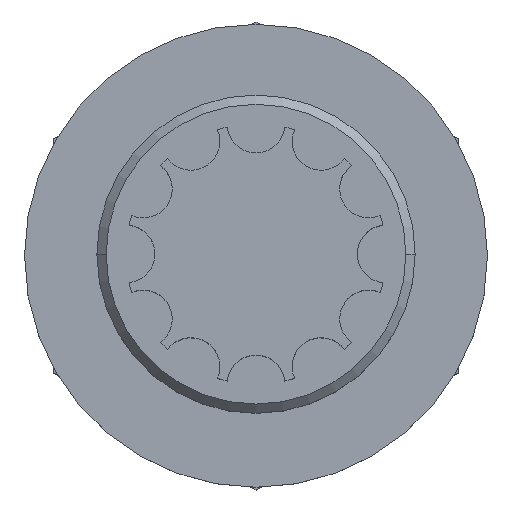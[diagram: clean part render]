
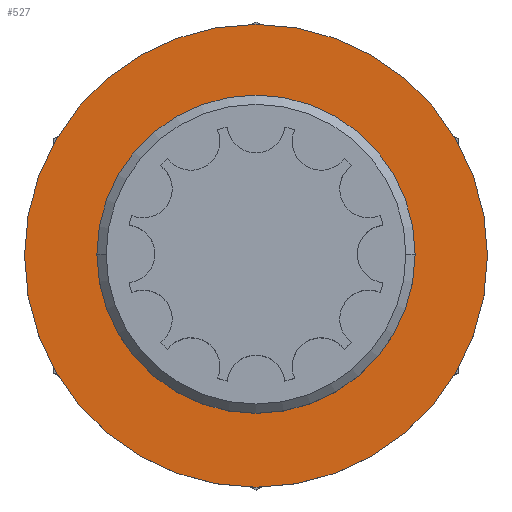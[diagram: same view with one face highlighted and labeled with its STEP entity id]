
A CAD part, top view. The second image highlights one B-rep face of the part: STEP entity #527.
In plain terms, the highlighted planar face has unit normal (0, 0, 1).
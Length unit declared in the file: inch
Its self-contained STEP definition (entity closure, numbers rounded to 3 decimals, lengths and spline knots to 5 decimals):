
#44 = PLANE ( 'NONE',  #1566 ) ;
#46 = CARTESIAN_POINT ( 'NONE',  ( 0., 0., -0.89925 ) ) ;
#49 = DIRECTION ( 'NONE',  ( 1., 0., 0. ) ) ;
#50 = DIRECTION ( 'NONE',  ( 0., 0., 1. ) ) ;
#198 = CARTESIAN_POINT ( 'NONE',  ( 0., 0., -0.89925 ) ) ;
#200 = DIRECTION ( 'NONE',  ( 0., 0., 1. ) ) ;
#201 = DIRECTION ( 'NONE',  ( 1., 0., 0. ) ) ;
#247 = CARTESIAN_POINT ( 'NONE',  ( 0.13, 0., -0.89925 ) ) ;
#283 = CARTESIAN_POINT ( 'NONE',  ( 0.25, 0., -0.89925 ) ) ;
#294 = CARTESIAN_POINT ( 'NONE',  ( -0.25, 0., -0.89925 ) ) ;
#461 = DIRECTION ( 'NONE',  ( 1., 0., 0. ) ) ;
#462 = DIRECTION ( 'NONE',  ( 0., 0., 1. ) ) ;
#464 = CARTESIAN_POINT ( 'NONE',  ( 0., 0., -0.89925 ) ) ;
#527 = ADVANCED_FACE ( 'NONE', ( #1961, #2006 ), #44, .T. ) ;
#575 = CIRCLE ( 'NONE', #1328, 0.25 ) ;
#845 = VERTEX_POINT ( 'NONE', #247 ) ;
#903 = VERTEX_POINT ( 'NONE', #294 ) ;
#926 = VERTEX_POINT ( 'NONE', #283 ) ;
#932 = VERTEX_POINT ( 'NONE', #1139 ) ;
#1066 = DIRECTION ( 'NONE',  ( 0., 0., 1. ) ) ;
#1103 = CARTESIAN_POINT ( 'NONE',  ( 0., 0., -0.89925 ) ) ;
#1106 = DIRECTION ( 'NONE',  ( 1., 0., 0. ) ) ;
#1139 = CARTESIAN_POINT ( 'NONE',  ( -0.13, 0., -0.89925 ) ) ;
#1165 = DIRECTION ( 'NONE',  ( 1., 0., 0. ) ) ;
#1168 = DIRECTION ( 'NONE',  ( 0., 0., 1. ) ) ;
#1169 = CARTESIAN_POINT ( 'NONE',  ( 0., 0., -0.89925 ) ) ;
#1176 = CIRCLE ( 'NONE', #1235, 0.13 ) ;
#1195 = EDGE_LOOP ( 'NONE', ( #1774, #1804 ) ) ;
#1222 = CIRCLE ( 'NONE', #1365, 0.25 ) ;
#1235 = AXIS2_PLACEMENT_3D ( 'NONE', #198, #200, #201 ) ;
#1328 = AXIS2_PLACEMENT_3D ( 'NONE', #1103, #1066, #1106 ) ;
#1365 = AXIS2_PLACEMENT_3D ( 'NONE', #464, #462, #461 ) ;
#1376 = EDGE_LOOP ( 'NONE', ( #1773, #1781 ) ) ;
#1408 = EDGE_CURVE ( 'NONE', #932, #845, #1966, .T. ) ;
#1450 = EDGE_CURVE ( 'NONE', #926, #903, #1222, .T. ) ;
#1528 = EDGE_CURVE ( 'NONE', #845, #932, #1176, .T. ) ;
#1566 = AXIS2_PLACEMENT_3D ( 'NONE', #46, #50, #49 ) ;
#1615 = EDGE_CURVE ( 'NONE', #903, #926, #575, .T. ) ;
#1682 = AXIS2_PLACEMENT_3D ( 'NONE', #1169, #1168, #1165 ) ;
#1773 = ORIENTED_EDGE ( 'NONE', *, *, #1615, .T. ) ;
#1774 = ORIENTED_EDGE ( 'NONE', *, *, #1408, .F. ) ;
#1781 = ORIENTED_EDGE ( 'NONE', *, *, #1450, .T. ) ;
#1804 = ORIENTED_EDGE ( 'NONE', *, *, #1528, .F. ) ;
#1961 = FACE_OUTER_BOUND ( 'NONE', #1376, .T. ) ;
#1966 = CIRCLE ( 'NONE', #1682, 0.13 ) ;
#2006 = FACE_BOUND ( 'NONE', #1195, .T. ) ;
